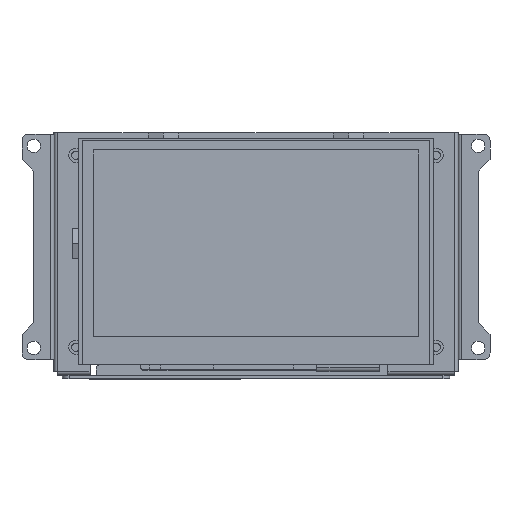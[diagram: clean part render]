
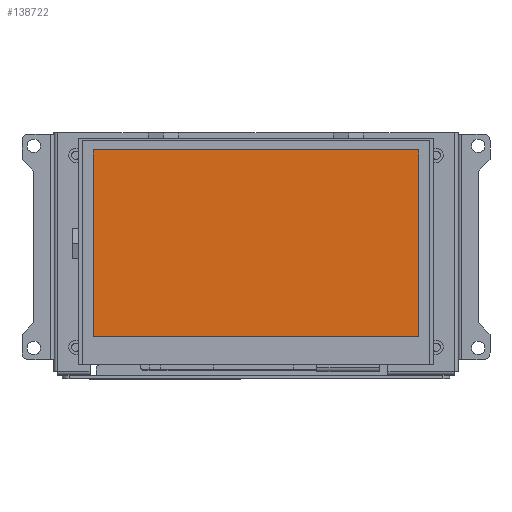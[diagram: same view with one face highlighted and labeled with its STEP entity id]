
A CAD part, top view. The second image highlights one B-rep face of the part: STEP entity #138722.
In plain terms, the highlighted planar face has unit normal (0, 0, 1).
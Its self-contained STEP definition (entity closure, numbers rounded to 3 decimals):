
#3724=PLANE('',#146015);
#9875=FACE_OUTER_BOUND('',#17402,.T.);
#17402=EDGE_LOOP('',(#102144,#102145,#102146,#102147));
#26276=LINE('',#205035,#43071);
#26277=LINE('',#205037,#43072);
#26278=LINE('',#205039,#43073);
#26279=LINE('',#205040,#43074);
#43071=VECTOR('',#159520,10.);
#43072=VECTOR('',#159521,10.);
#43073=VECTOR('',#159522,10.);
#43074=VECTOR('',#159523,10.);
#62398=VERTEX_POINT('',#205033);
#62399=VERTEX_POINT('',#205034);
#62400=VERTEX_POINT('',#205036);
#62401=VERTEX_POINT('',#205038);
#77348=EDGE_CURVE('',#62398,#62399,#26276,.T.);
#77349=EDGE_CURVE('',#62400,#62398,#26277,.T.);
#77350=EDGE_CURVE('',#62401,#62400,#26278,.T.);
#77351=EDGE_CURVE('',#62399,#62401,#26279,.T.);
#102144=ORIENTED_EDGE('',*,*,#77348,.T.);
#102145=ORIENTED_EDGE('',*,*,#77351,.T.);
#102146=ORIENTED_EDGE('',*,*,#77350,.T.);
#102147=ORIENTED_EDGE('',*,*,#77349,.T.);
#138722=ADVANCED_FACE('',(#9875),#3724,.T.);
#146015=AXIS2_PLACEMENT_3D('',#205058,#159548,#159549);
#159520=DIRECTION('',(-1.,0.,0.));
#159521=DIRECTION('',(0.,1.,0.));
#159522=DIRECTION('',(1.,0.,0.));
#159523=DIRECTION('',(0.,-1.,0.));
#159548=DIRECTION('center_axis',(0.,0.,
1.));
#159549=DIRECTION('ref_axis',(1.,0.,0.));
#205033=CARTESIAN_POINT('',(48.35,27.77,7.97));
#205034=CARTESIAN_POINT('',(-48.35,27.77,7.97));
#205035=CARTESIAN_POINT('',(-24.175,27.77,7.97));
#205036=CARTESIAN_POINT('',(48.35,-27.73,7.97));
#205037=CARTESIAN_POINT('',(48.35,12.533,7.97));
#205038=CARTESIAN_POINT('',(-48.35,-27.73,7.97));
#205039=CARTESIAN_POINT('',(24.175,-27.73,7.97));
#205040=CARTESIAN_POINT('',(-48.35,-15.218,7.97));
#205058=CARTESIAN_POINT('Origin',(0.,-2.705,
7.97));
